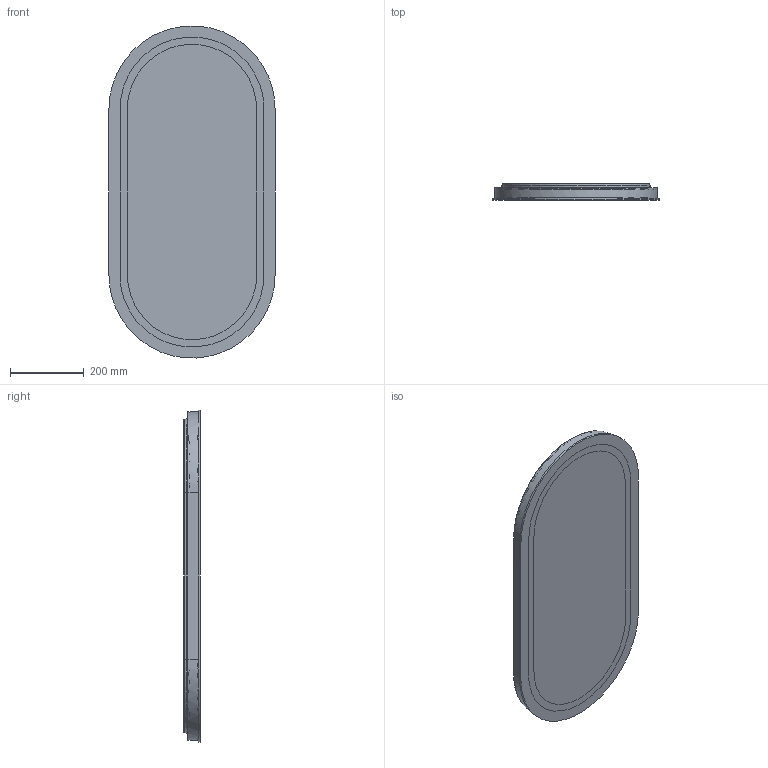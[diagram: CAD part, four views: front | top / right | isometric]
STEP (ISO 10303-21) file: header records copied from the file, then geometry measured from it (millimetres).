
FILE_DESCRIPTION(/* description */ (''),/* implementation_level */ '2;1');
FILE_NAME(/* name */ 'STEP - REC 9045 716 G_31311',/* time_stamp */ '2025-06-11T14:01:34+10:00',/* author */ (''),/* organization */ (''),/* preprocessor_version */ 'ST-DEVELOPER v16.5',/* originating_system */ 'Rhino 7.37',/* authorisation */ '');
FILE_SCHEMA (('AUTOMOTIVE_DESIGN'));
Length unit declared in the file: millimetre
Products named in the file (2): Document; Block 02
Assembly tree (1 placements, depth 2):
  Document
    Block 02
Bounding box: 450 x 44.02 x 899.44 mm (x, y, z)
Volume: 12254959.9 mm3; surface area: 2216717.3 mm2
Topology: 7 solids, 7 shells, 212 faces, 524 edges, 346 vertices
Faces by surface type: plane 120, cylinder 76, bspline 16
Entity records: 6779 total; most frequent: CARTESIAN_POINT 3175, ORIENTED_EDGE 1048, EDGE_CURVE 524, VERTEX_POINT 346, B_SPLINE_CURVE_WITH_KNOTS 342, EDGE_LOOP 236, ADVANCED_FACE 212, FACE_OUTER_BOUND 212
